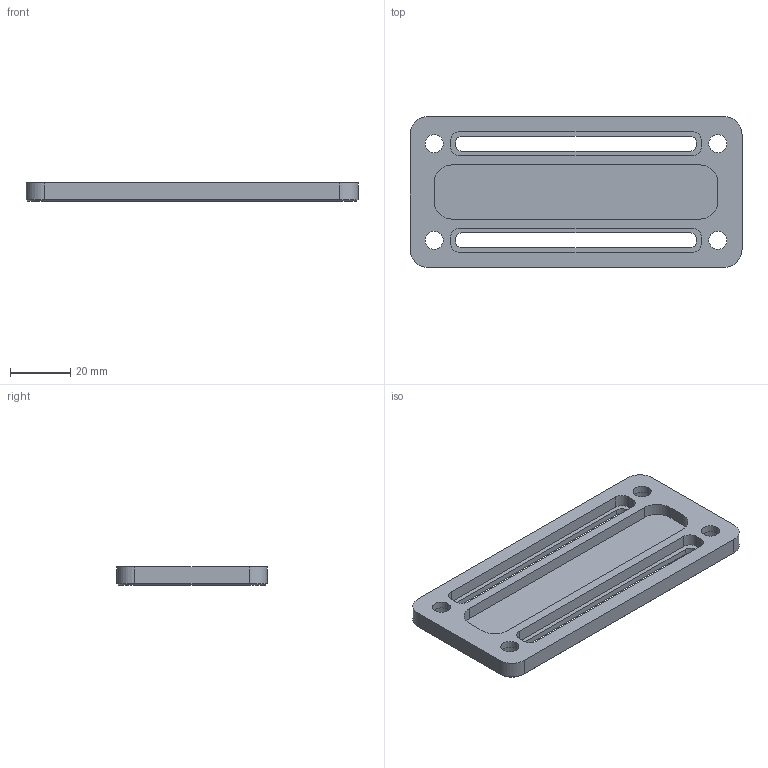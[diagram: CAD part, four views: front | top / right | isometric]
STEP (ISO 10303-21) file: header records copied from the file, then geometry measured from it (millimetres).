
FILE_DESCRIPTION (( 'STEP AP214' ), '1' );
FILE_NAME ('Part3.STEP', '2022-01-30T21:08:56', ( '' ), ( '' ), 'SwSTEP 2.0', 'SolidWorks 2018', '' );
FILE_SCHEMA (( 'AUTOMOTIVE_DESIGN' ));
Length unit declared in the file: millimetre
Products named in the file (1): Part3
Bounding box: 110 x 50 x 6 mm (x, y, z)
Volume: 17963.1 mm3; surface area: 14365.4 mm2
Topology: 1 solids, 1 shells, 85 faces, 216 edges, 136 vertices
Faces by surface type: cylinder 40, plane 33, cone 12
Entity records: 2620 total; most frequent: DIRECTION 472, CARTESIAN_POINT 438, ORIENTED_EDGE 432, EDGE_CURVE 216, AXIS2_PLACEMENT_3D 170, VERTEX_POINT 136, LINE 132, VECTOR 132
